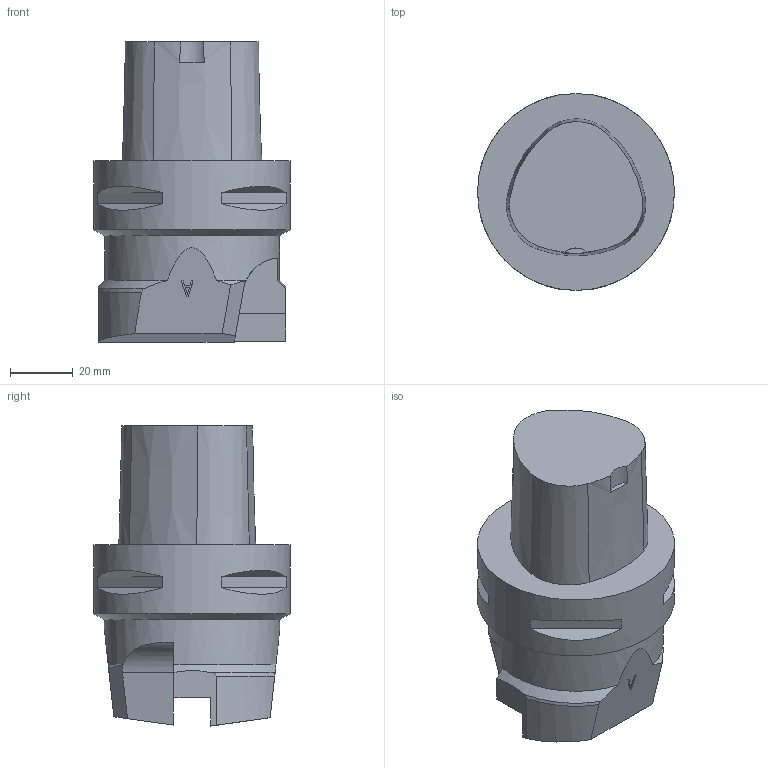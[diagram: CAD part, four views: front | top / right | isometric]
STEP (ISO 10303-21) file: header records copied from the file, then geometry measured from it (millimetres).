
FILE_DESCRIPTION(/* description */ (''),/* implementation_level */ '2;1');
FILE_NAME(/* name */ '1545053315858.stp',/* time_stamp */ '2018-12-17T14:28:52+01:00',/* author */ (''),/* organization */ ('SMS'),/* preprocessor_version */ 'ST-DEVELOPER v15',/* originating_system */ 'SIEMENS PLM Software NX 8.5',/* authorisation */ '');
FILE_SCHEMA (('AUTOMOTIVE_DESIGN { 1 0 10303 214 3 1 1 1 }'));
Length unit declared in the file: millimetre
Products named in the file (1): 200953607mod000_01
Bounding box: 63 x 63 x 96 mm (x, y, z)
Volume: 198389.1 mm3; surface area: 22547.1 mm2
Topology: 1 solids, 1 shells, 77 faces, 194 edges, 133 vertices
Faces by surface type: plane 49, cone 13, extrusion 8, cylinder 7
Full cylindrical faces by diameter (mm): 56 x1, 63 x1
Entity records: 2598 total; most frequent: CARTESIAN_POINT 774, ORIENTED_EDGE 378, DIRECTION 326, EDGE_CURVE 189, VERTEX_POINT 127, AXIS2_PLACEMENT_3D 119, EDGE_LOOP 90, VECTOR 88
